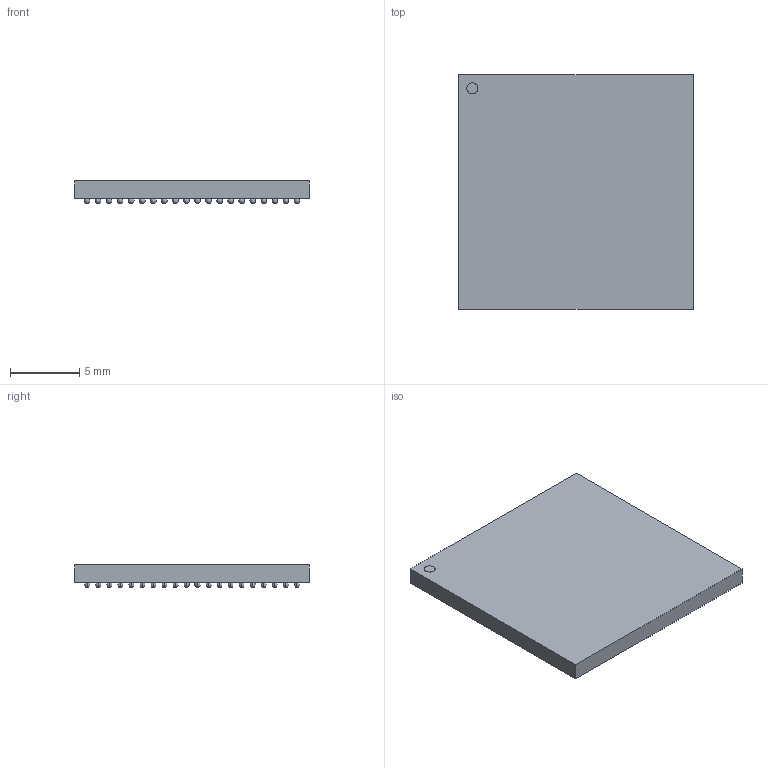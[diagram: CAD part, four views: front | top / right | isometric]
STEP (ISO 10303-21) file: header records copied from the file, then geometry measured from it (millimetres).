
FILE_DESCRIPTION((''),'2;1');
FILE_NAME('BGA400C80P20X20_1700X1700X160.stp','2015-01-15T15:23:44',(''),(''),'Mechanical Desktop 2011','Mechanical Desktop 2011',', , ');
FILE_SCHEMA(('AUTOMOTIVE_DESIGN { 1 2 10303 214 1 1 1 1 }'));
Length unit declared in the file: millimetre
Products named in the file (1): Product
Bounding box: 17 x 17 x 1.6 mm (x, y, z)
Volume: 377.1 mm3; surface area: 863.7 mm2
Topology: 402 solids, 402 shells, 1613 faces, 3224 edges, 2416 vertices
Faces by surface type: sphere 800, bspline 800, plane 9, cylinder 4
Entity records: 44784 total; most frequent: CARTESIAN_POINT 9654, DIRECTION 8060, ORIENTED_EDGE 6448, AXIS2_PLACEMENT_3D 4022, EDGE_CURVE 3224, CIRCLE 3208, VERTEX_POINT 2416, EDGE_LOOP 1614
